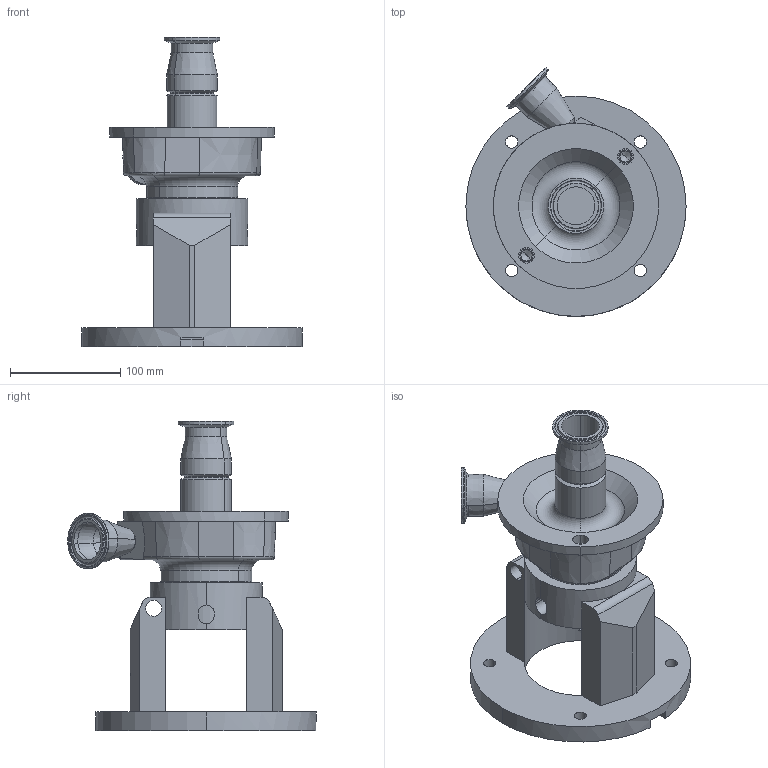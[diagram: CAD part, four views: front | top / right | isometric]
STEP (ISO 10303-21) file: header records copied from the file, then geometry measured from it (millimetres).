
FILE_DESCRIPTION (( 'STEP AP214' ), '1' );
FILE_NAME ('1275000513_45L.STEP', '2018-08-09T13:59:08', ( '' ), ( '' ), 'SwSTEP 2.0', 'SolidWorks 2018', '' );
FILE_SCHEMA (( 'AUTOMOTIVE_DESIGN' ));
Length unit declared in the file: millimetre
Products named in the file (2): 1275000513_45L; Part4^1275000513
Assembly tree (1 placements, depth 2):
  1275000513_45L
    Part4^1275000513
Bounding box: 200 x 225.63 x 280.6 mm (x, y, z)
Volume: 1634984.7 mm3; surface area: 250604.4 mm2
Topology: 1 solids, 1 shells, 226 faces, 565 edges, 342 vertices
Faces by surface type: cylinder 82, cone 58, plane 58, torus 27, sphere 1
Entity records: 7280 total; most frequent: CARTESIAN_POINT 1664, DIRECTION 1262, ORIENTED_EDGE 1122, EDGE_CURVE 561, AXIS2_PLACEMENT_3D 506, VERTEX_POINT 342, CIRCLE 276, EDGE_LOOP 255
